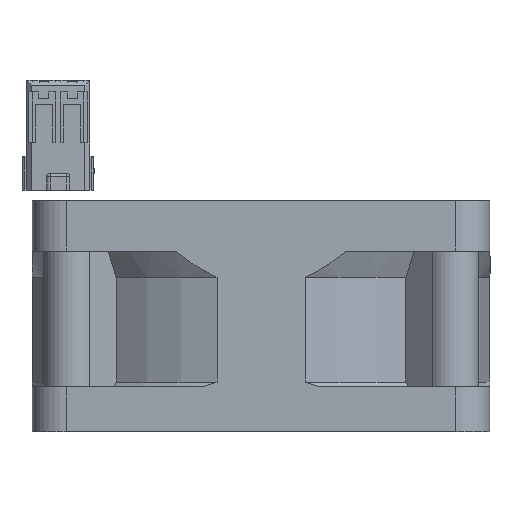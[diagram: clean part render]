
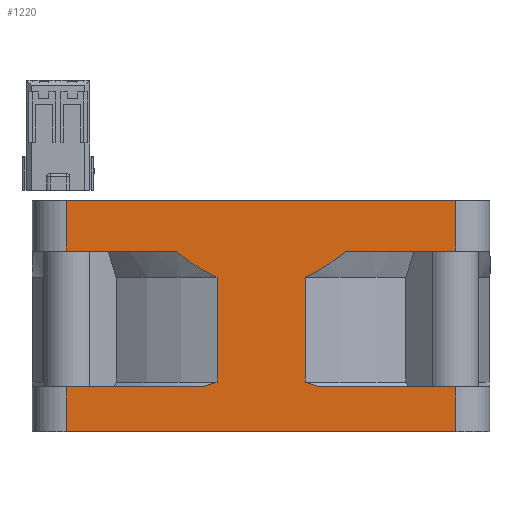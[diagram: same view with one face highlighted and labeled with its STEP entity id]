
A CAD part, front view. The second image highlights one B-rep face of the part: STEP entity #1220.
In plain terms, the highlighted planar face has unit normal (0, -1, 0).
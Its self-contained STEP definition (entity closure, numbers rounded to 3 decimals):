
#125=(
BOUNDED_CURVE()
B_SPLINE_CURVE(2,(#15055,#15056,#15057),.UNSPECIFIED.,.F.,.F.)
B_SPLINE_CURVE_WITH_KNOTS((3,3),(0.,1.),.UNSPECIFIED.)
CURVE()
GEOMETRIC_REPRESENTATION_ITEM()
RATIONAL_B_SPLINE_CURVE((1.057,1.048,1.032))
REPRESENTATION_ITEM('')
);
#126=(
BOUNDED_CURVE()
B_SPLINE_CURVE(2,(#15071,#15072,#15073),.UNSPECIFIED.,.F.,.F.)
B_SPLINE_CURVE_WITH_KNOTS((3,3),(0.,1.),.UNSPECIFIED.)
CURVE()
GEOMETRIC_REPRESENTATION_ITEM()
RATIONAL_B_SPLINE_CURVE((1.056,1.053,1.049))
REPRESENTATION_ITEM('')
);
#127=(
BOUNDED_CURVE()
B_SPLINE_CURVE(2,(#15077,#15078,#15079),.UNSPECIFIED.,.F.,.F.)
B_SPLINE_CURVE_WITH_KNOTS((3,3),(0.,1.),.UNSPECIFIED.)
CURVE()
GEOMETRIC_REPRESENTATION_ITEM()
RATIONAL_B_SPLINE_CURVE((1.032,1.048,1.057))
REPRESENTATION_ITEM('')
);
#346=B_SPLINE_CURVE_WITH_KNOTS('',3,(#15061,#15062,#15063,#15064),
 .UNSPECIFIED.,.F.,.F.,(4,4),(0.,1.),.UNSPECIFIED.);
#1220=ADVANCED_FACE('',(#1928),#1628,.F.);
#1628=PLANE('',#9720);
#1928=FACE_OUTER_BOUND('',#2403,.T.);
#2403=EDGE_LOOP('',(#4135,#4136,#4137,#4138,#4139,#4140,#4141,#4142,#4143,
#4144,#4145,#4146,#4147,#4148,#4149,#4150));
#4135=ORIENTED_EDGE('',*,*,#7220,.F.);
#4136=ORIENTED_EDGE('',*,*,#7221,.F.);
#4137=ORIENTED_EDGE('',*,*,#7222,.F.);
#4138=ORIENTED_EDGE('',*,*,#7223,.F.);
#4139=ORIENTED_EDGE('',*,*,#7224,.F.);
#4140=ORIENTED_EDGE('',*,*,#7225,.T.);
#4141=ORIENTED_EDGE('',*,*,#7122,.T.);
#4142=ORIENTED_EDGE('',*,*,#7217,.F.);
#4143=ORIENTED_EDGE('',*,*,#7226,.F.);
#4144=ORIENTED_EDGE('',*,*,#7227,.F.);
#4145=ORIENTED_EDGE('',*,*,#7228,.F.);
#4146=ORIENTED_EDGE('',*,*,#7229,.F.);
#4147=ORIENTED_EDGE('',*,*,#7230,.F.);
#4148=ORIENTED_EDGE('',*,*,#7219,.F.);
#4149=ORIENTED_EDGE('',*,*,#7166,.F.);
#4150=ORIENTED_EDGE('',*,*,#7231,.T.);
#5918=VERTEX_POINT('',#14823);
#5919=VERTEX_POINT('',#14825);
#5953=VERTEX_POINT('',#14916);
#5954=VERTEX_POINT('',#14918);
#5992=VERTEX_POINT('',#15045);
#5993=VERTEX_POINT('',#15049);
#5994=VERTEX_POINT('',#15053);
#5995=VERTEX_POINT('',#15054);
#5996=VERTEX_POINT('',#15058);
#5997=VERTEX_POINT('',#15060);
#5998=VERTEX_POINT('',#15065);
#5999=VERTEX_POINT('',#15067);
#6000=VERTEX_POINT('',#15070);
#6001=VERTEX_POINT('',#15074);
#6002=VERTEX_POINT('',#15076);
#6003=VERTEX_POINT('',#15080);
#7122=EDGE_CURVE('',#5919,#5918,#8366,.T.);
#7166=EDGE_CURVE('',#5953,#5954,#8384,.T.);
#7217=EDGE_CURVE('',#5992,#5918,#8413,.T.);
#7219=EDGE_CURVE('',#5954,#5993,#8414,.T.);
#7220=EDGE_CURVE('',#5994,#5995,#8415,.T.);
#7221=EDGE_CURVE('',#5996,#5994,#125,.T.);
#7222=EDGE_CURVE('',#5997,#5996,#8416,.T.);
#7223=EDGE_CURVE('',#5998,#5997,#346,.T.);
#7224=EDGE_CURVE('',#5999,#5998,#8417,.T.);
#7225=EDGE_CURVE('',#5999,#5919,#8418,.T.);
#7226=EDGE_CURVE('',#6000,#5992,#8419,.T.);
#7227=EDGE_CURVE('',#6001,#6000,#126,.T.);
#7228=EDGE_CURVE('',#6002,#6001,#8420,.T.);
#7229=EDGE_CURVE('',#6003,#6002,#127,.T.);
#7230=EDGE_CURVE('',#5993,#6003,#8421,.T.);
#7231=EDGE_CURVE('',#5953,#5995,#8422,.T.);
#8366=LINE('',#14824,#9165);
#8384=LINE('',#14917,#9183);
#8413=LINE('',#15046,#9212);
#8414=LINE('',#15050,#9213);
#8415=LINE('',#15052,#9214);
#8416=LINE('',#15059,#9215);
#8417=LINE('',#15066,#9216);
#8418=LINE('',#15068,#9217);
#8419=LINE('',#15069,#9218);
#8420=LINE('',#15075,#9219);
#8421=LINE('',#15081,#9220);
#8422=LINE('',#15082,#9221);
#9165=VECTOR('',#11392,1.);
#9183=VECTOR('',#11464,1.);
#9212=VECTOR('',#11531,1.);
#9213=VECTOR('',#11536,1.);
#9214=VECTOR('',#11539,1.);
#9215=VECTOR('',#11540,1.);
#9216=VECTOR('',#11541,1.);
#9217=VECTOR('',#11542,1.);
#9218=VECTOR('',#11543,1.);
#9219=VECTOR('',#11544,1.);
#9220=VECTOR('',#11545,1.);
#9221=VECTOR('',#11546,1.);
#9720=AXIS2_PLACEMENT_3D('',#15083,#11547,#11548);
#11392=DIRECTION('',(1.,0.,0.));
#11464=DIRECTION('',(1.,0.,0.));
#11531=DIRECTION('',(0.,0.,-1.));
#11536=DIRECTION('',(0.,0.,-1.));
#11539=DIRECTION('',(-1.,0.,0.));
#11540=DIRECTION('',(0.,0.,1.));
#11541=DIRECTION('',(1.,0.,0.));
#11542=DIRECTION('',(0.,0.,-1.));
#11543=DIRECTION('',(1.,0.,0.));
#11544=DIRECTION('',(0.,0.,-1.));
#11545=DIRECTION('',(-1.,0.,0.));
#11546=DIRECTION('',(0.,0.,-1.));
#11547=DIRECTION('',(0.,1.,0.));
#11548=DIRECTION('',(0.,0.,-1.));
#14823=CARTESIAN_POINT('',(20.416,-20.564,-11.266));
#14824=CARTESIAN_POINT('',(-13.584,-20.564,-11.266));
#14825=CARTESIAN_POINT('',(-13.584,-20.564,-11.266));
#14916=CARTESIAN_POINT('',(-13.584,-20.564,8.901));
#14917=CARTESIAN_POINT('',(-13.584,-20.564,8.901));
#14918=CARTESIAN_POINT('',(20.416,-20.564,8.901));
#15045=CARTESIAN_POINT('',(20.416,-20.564,-7.366));
#15046=CARTESIAN_POINT('',(20.416,-20.564,-7.366));
#15049=CARTESIAN_POINT('',(20.416,-20.564,4.501));
#15050=CARTESIAN_POINT('',(20.416,-20.564,6.901));
#15052=CARTESIAN_POINT('',(-4.06,-20.564,4.501));
#15053=CARTESIAN_POINT('',(-4.06,-20.564,4.501));
#15054=CARTESIAN_POINT('',(-13.584,-20.564,4.501));
#15055=CARTESIAN_POINT('',(-0.432,-20.564,2.218));
#15056=CARTESIAN_POINT('',(-2.203,-20.564,2.994));
#15057=CARTESIAN_POINT('',(-4.06,-20.564,4.501));
#15058=CARTESIAN_POINT('',(-0.432,-20.564,2.218));
#15059=CARTESIAN_POINT('',(-0.432,-20.564,-6.942));
#15060=CARTESIAN_POINT('',(-0.432,-20.564,-6.942));
#15061=CARTESIAN_POINT('',(-1.689,-20.564,-7.366));
#15062=CARTESIAN_POINT('',(-1.275,-20.564,-7.208));
#15063=CARTESIAN_POINT('',(-0.856,-20.564,-7.066));
#15064=CARTESIAN_POINT('',(-0.432,-20.564,-6.942));
#15065=CARTESIAN_POINT('',(-1.689,-20.564,-7.366));
#15066=CARTESIAN_POINT('',(-13.584,-20.564,-7.366));
#15067=CARTESIAN_POINT('',(-13.584,-20.564,-7.366));
#15068=CARTESIAN_POINT('',(-13.584,-20.564,-7.366));
#15069=CARTESIAN_POINT('',(8.52,-20.564,-7.366));
#15070=CARTESIAN_POINT('',(8.52,-20.564,-7.366));
#15071=CARTESIAN_POINT('',(7.263,-20.564,-6.942));
#15072=CARTESIAN_POINT('',(7.887,-20.564,-7.124));
#15073=CARTESIAN_POINT('',(8.52,-20.564,-7.366));
#15074=CARTESIAN_POINT('',(7.263,-20.564,-6.942));
#15075=CARTESIAN_POINT('',(7.263,-20.564,-6.942));
#15076=CARTESIAN_POINT('',(7.263,-20.564,2.218));
#15077=CARTESIAN_POINT('',(10.891,-20.564,4.501));
#15078=CARTESIAN_POINT('',(9.034,-20.564,2.994));
#15079=CARTESIAN_POINT('',(7.263,-20.564,2.218));
#15080=CARTESIAN_POINT('',(10.891,-20.564,4.501));
#15081=CARTESIAN_POINT('',(20.416,-20.564,4.501));
#15082=CARTESIAN_POINT('',(-13.584,-20.564,6.901));
#15083=CARTESIAN_POINT('',(-13.584,-20.564,6.901));
